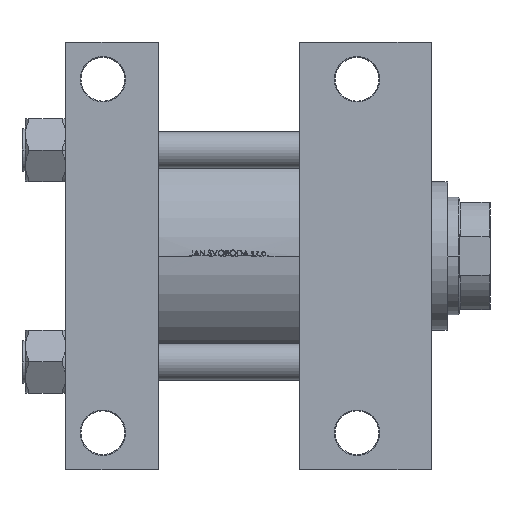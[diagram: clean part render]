
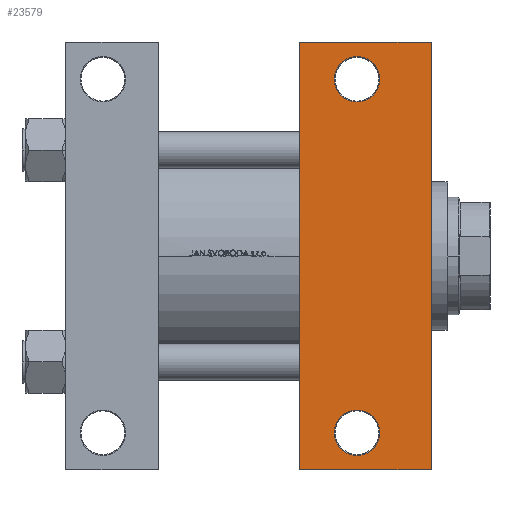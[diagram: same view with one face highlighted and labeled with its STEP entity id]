
A CAD part, front view. The second image highlights one B-rep face of the part: STEP entity #23579.
In plain terms, the highlighted face is planar.
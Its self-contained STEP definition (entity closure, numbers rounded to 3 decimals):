
#199 = CARTESIAN_POINT ( 'NONE',  ( 139., 127., -82.5 ) ) ;
#1233 = AXIS2_PLACEMENT_3D ( 'NONE', #14718, #12468, #4029 ) ;
#1523 = DIRECTION ( 'NONE',  ( 0., -1., 0. ) ) ;
#1960 = DIRECTION ( 'NONE',  ( -1., 0., 0. ) ) ;
#2599 = CARTESIAN_POINT ( 'NONE',  ( 139., 127., -82.5 ) ) ;
#4029 = DIRECTION ( 'NONE',  ( -1., 0., 0. ) ) ;
#4480 = AXIS2_PLACEMENT_3D ( 'NONE', #27954, #35033, #35983 ) ;
#4630 = AXIS2_PLACEMENT_3D ( 'NONE', #13618, #43283, #1960 ) ;
#5922 = DIRECTION ( 'NONE',  ( 0., 0., 1. ) ) ;
#6106 = DIRECTION ( 'NONE',  ( -1., 0., 0. ) ) ;
#6213 = EDGE_CURVE ( 'NONE', #41575, #42336, #20494, .T. ) ;
#6627 = VERTEX_POINT ( 'NONE', #47948 ) ;
#6685 = AXIS2_PLACEMENT_3D ( 'NONE', #16882, #31707, #13232 ) ;
#6728 = ORIENTED_EDGE ( 'NONE', *, *, #20128, .T. ) ;
#7234 = ORIENTED_EDGE ( 'NONE', *, *, #27746, .T. ) ;
#8143 = AXIS2_PLACEMENT_3D ( 'NONE', #24631, #5922, #35119 ) ;
#8207 = CARTESIAN_POINT ( 'NONE',  ( 217., -127., -82.5 ) ) ;
#8762 = ORIENTED_EDGE ( 'NONE', *, *, #19593, .F. ) ;
#11149 = ORIENTED_EDGE ( 'NONE', *, *, #28400, .T. ) ;
#12468 = DIRECTION ( 'NONE',  ( 0., 0., 1. ) ) ;
#13232 = DIRECTION ( 'NONE',  ( -1., 0., 0. ) ) ;
#13618 = CARTESIAN_POINT ( 'NONE',  ( 217., 82.5, -82.5 ) ) ;
#13658 = CARTESIAN_POINT ( 'NONE',  ( 139., -127., -82.5 ) ) ;
#14266 = VERTEX_POINT ( 'NONE', #24267 ) ;
#14558 = DIRECTION ( 'NONE',  ( 1., 0., 0. ) ) ;
#14718 = CARTESIAN_POINT ( 'NONE',  ( 173., -105., -82.5 ) ) ;
#15184 = CIRCLE ( 'NONE', #1233, 13.5 ) ;
#16414 = EDGE_LOOP ( 'NONE', ( #16670, #7234 ) ) ;
#16670 = ORIENTED_EDGE ( 'NONE', *, *, #25848, .T. ) ;
#16882 = CARTESIAN_POINT ( 'NONE',  ( 173., 105., -82.5 ) ) ;
#17591 = VECTOR ( 'NONE', #1523, 1000. ) ;
#18940 = LINE ( 'NONE', #199, #36202 ) ;
#19593 = EDGE_CURVE ( 'NONE', #32741, #37839, #46258, .T. ) ;
#19833 = EDGE_LOOP ( 'NONE', ( #8762, #6728, #44656, #28921 ) ) ;
#20128 = EDGE_CURVE ( 'NONE', #32741, #41575, #18940, .T. ) ;
#20494 = LINE ( 'NONE', #46045, #26590 ) ;
#22797 = EDGE_CURVE ( 'NONE', #40915, #6627, #23105, .T. ) ;
#23105 = CIRCLE ( 'NONE', #4480, 13.5 ) ;
#23579 = ADVANCED_FACE ( 'NONE', ( #35515, #43036, #31619 ), #28440, .T. ) ;
#24267 = CARTESIAN_POINT ( 'NONE',  ( 159.5, -105., -82.5 ) ) ;
#24631 = CARTESIAN_POINT ( 'NONE',  ( 173., -105., -82.5 ) ) ;
#25848 = EDGE_CURVE ( 'NONE', #14266, #46591, #42304, .T. ) ;
#26123 = CIRCLE ( 'NONE', #6685, 13.5 ) ;
#26590 = VECTOR ( 'NONE', #38744, 1000. ) ;
#27746 = EDGE_CURVE ( 'NONE', #46591, #14266, #15184, .T. ) ;
#27954 = CARTESIAN_POINT ( 'NONE',  ( 173., 105., -82.5 ) ) ;
#28400 = EDGE_CURVE ( 'NONE', #6627, #40915, #26123, .T. ) ;
#28440 = PLANE ( 'NONE',  #4630 ) ;
#28921 = ORIENTED_EDGE ( 'NONE', *, *, #34150, .T. ) ;
#28953 = CARTESIAN_POINT ( 'NONE',  ( 139., -127., -82.5 ) ) ;
#31619 = FACE_OUTER_BOUND ( 'NONE', #19833, .T. ) ;
#31707 = DIRECTION ( 'NONE',  ( 0., 0., 1. ) ) ;
#31743 = ORIENTED_EDGE ( 'NONE', *, *, #22797, .T. ) ;
#32741 = VERTEX_POINT ( 'NONE', #2599 ) ;
#34150 = EDGE_CURVE ( 'NONE', #42336, #37839, #39424, .T. ) ;
#35033 = DIRECTION ( 'NONE',  ( 0., 0., 1. ) ) ;
#35119 = DIRECTION ( 'NONE',  ( -1., 0., 0. ) ) ;
#35515 = FACE_BOUND ( 'NONE', #40217, .T. ) ;
#35983 = DIRECTION ( 'NONE',  ( -1., 0., 0. ) ) ;
#36202 = VECTOR ( 'NONE', #14558, 1000. ) ;
#37839 = VERTEX_POINT ( 'NONE', #13658 ) ;
#38744 = DIRECTION ( 'NONE',  ( 0., -1., 0. ) ) ;
#38823 = CARTESIAN_POINT ( 'NONE',  ( 217., 127., -82.5 ) ) ;
#39424 = LINE ( 'NONE', #28953, #45706 ) ;
#40217 = EDGE_LOOP ( 'NONE', ( #11149, #31743 ) ) ;
#40915 = VERTEX_POINT ( 'NONE', #46181 ) ;
#41575 = VERTEX_POINT ( 'NONE', #38823 ) ;
#41742 = CARTESIAN_POINT ( 'NONE',  ( 186.5, -105., -82.5 ) ) ;
#42304 = CIRCLE ( 'NONE', #8143, 13.5 ) ;
#42336 = VERTEX_POINT ( 'NONE', #8207 ) ;
#42608 = CARTESIAN_POINT ( 'NONE',  ( 139., 82.5, -82.5 ) ) ;
#43036 = FACE_BOUND ( 'NONE', #16414, .T. ) ;
#43283 = DIRECTION ( 'NONE',  ( 0., 0., -1. ) ) ;
#44656 = ORIENTED_EDGE ( 'NONE', *, *, #6213, .T. ) ;
#45706 = VECTOR ( 'NONE', #6106, 1000. ) ;
#46045 = CARTESIAN_POINT ( 'NONE',  ( 217., 82.5, -82.5 ) ) ;
#46181 = CARTESIAN_POINT ( 'NONE',  ( 186.5, 105., -82.5 ) ) ;
#46258 = LINE ( 'NONE', #42608, #17591 ) ;
#46591 = VERTEX_POINT ( 'NONE', #41742 ) ;
#47948 = CARTESIAN_POINT ( 'NONE',  ( 159.5, 105., -82.5 ) ) ;
